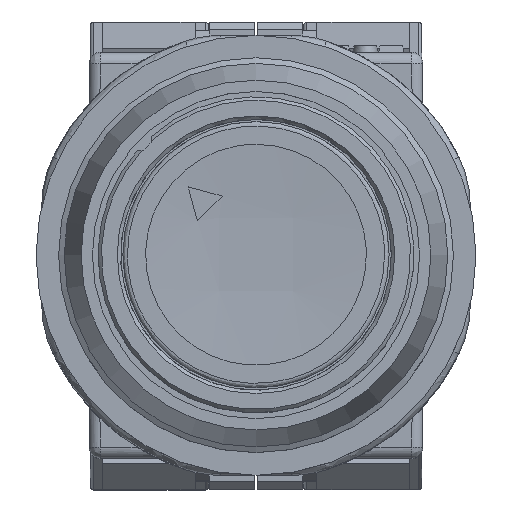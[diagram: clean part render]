
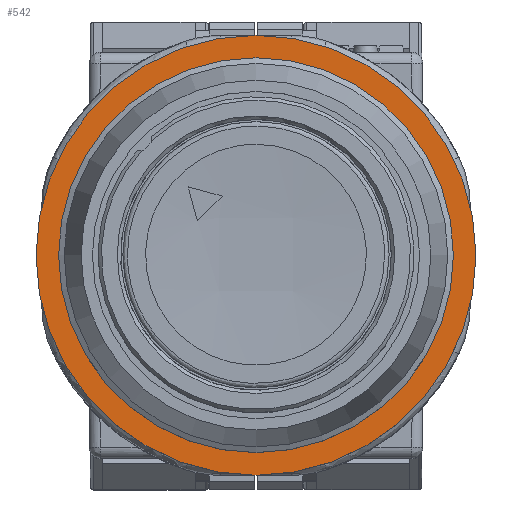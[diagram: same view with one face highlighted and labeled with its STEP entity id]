
A CAD part, top view. The second image highlights one B-rep face of the part: STEP entity #542.
In plain terms, the highlighted planar face has unit normal (0, 0, 1).
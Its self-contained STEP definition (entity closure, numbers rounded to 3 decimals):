
#542 = ADVANCED_FACE ( 'NONE', ( #8224, #12854 ), #2462, .T. ) ;
#712 = DIRECTION ( 'NONE',  ( -1., 0., 0. ) ) ;
#805 = EDGE_CURVE ( 'NONE', #9474, #9474, #11596, .T. ) ;
#1315 = DIRECTION ( 'NONE',  ( 1., 0., 0. ) ) ;
#1426 = AXIS2_PLACEMENT_3D ( 'NONE', #7069, #11693, #1315 ) ;
#2462 = PLANE ( 'NONE',  #1426 ) ;
#2602 = ORIENTED_EDGE ( 'NONE', *, *, #805, .T. ) ;
#3201 = CARTESIAN_POINT ( 'NONE',  ( 0., 0., 1.5 ) ) ;
#3619 = EDGE_LOOP ( 'NONE', ( #2602 ) ) ;
#3861 = VERTEX_POINT ( 'NONE', #8496 ) ;
#4494 = EDGE_CURVE ( 'NONE', #3861, #3861, #14362, .T. ) ;
#6318 = EDGE_LOOP ( 'NONE', ( #13590 ) ) ;
#6476 = CARTESIAN_POINT ( 'NONE',  ( 0., 0., 1.5 ) ) ;
#7069 = CARTESIAN_POINT ( 'NONE',  ( -19.734, -19.734, 1.5 ) ) ;
#7820 = DIRECTION ( 'NONE',  ( 0., 0., 1. ) ) ;
#8047 = AXIS2_PLACEMENT_3D ( 'NONE', #6476, #11099, #712 ) ;
#8224 = FACE_BOUND ( 'NONE', #6318, .T. ) ;
#8496 = CARTESIAN_POINT ( 'NONE',  ( -14.75, 0., 1.5 ) ) ;
#9474 = VERTEX_POINT ( 'NONE', #14110 ) ;
#9666 = AXIS2_PLACEMENT_3D ( 'NONE', #3201, #7820, #12451 ) ;
#11099 = DIRECTION ( 'NONE',  ( 0., 0., 1. ) ) ;
#11596 = CIRCLE ( 'NONE', #9666, 19.5 ) ;
#11693 = DIRECTION ( 'NONE',  ( 0., 0., 1. ) ) ;
#12451 = DIRECTION ( 'NONE',  ( -1., 0., 0. ) ) ;
#12854 = FACE_OUTER_BOUND ( 'NONE', #3619, .T. ) ;
#13590 = ORIENTED_EDGE ( 'NONE', *, *, #4494, .F. ) ;
#14110 = CARTESIAN_POINT ( 'NONE',  ( -19.5, 0., 1.5 ) ) ;
#14362 = CIRCLE ( 'NONE', #8047, 14.75 ) ;
